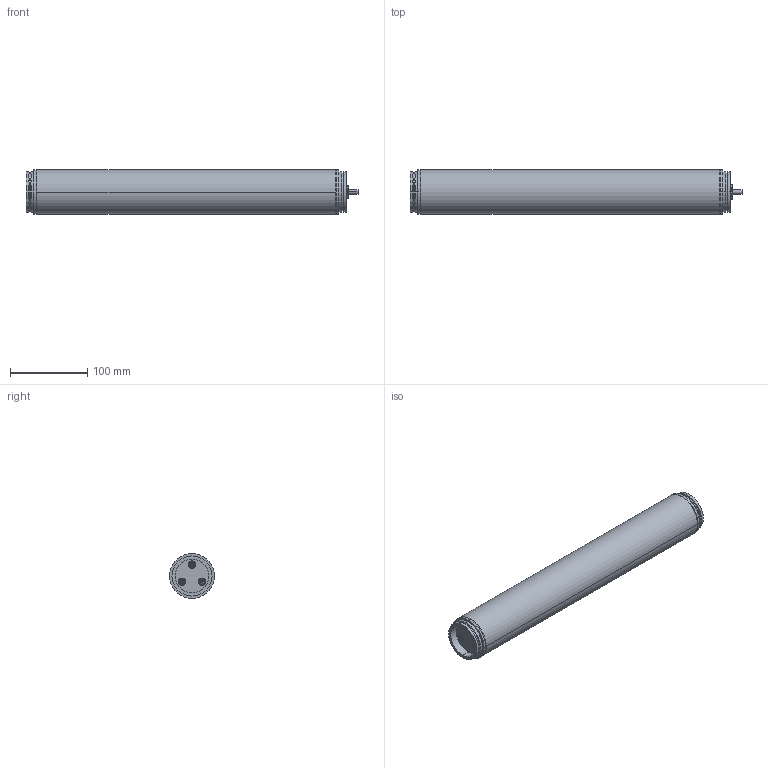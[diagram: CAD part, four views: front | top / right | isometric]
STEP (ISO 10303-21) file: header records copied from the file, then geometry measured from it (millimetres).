
FILE_DESCRIPTION((''),'2;1');
FILE_NAME('NLL3-13CG-DC.stp','2023-11-28T11:34:56',(''),(''),'Mechanical Desktop 2011','Mechanical Desktop 2011',', , ');
FILE_SCHEMA(('CONFIG_CONTROL_DESIGN'));
Length unit declared in the file: millimetre
Products named in the file (1): Product
Bounding box: 430 x 58 x 58 mm (x, y, z)
Volume: 1055832.3 mm3; surface area: 96787.8 mm2
Topology: 11 solids, 11 shells, 360 faces, 844 edges, 502 vertices
Faces by surface type: bspline 164, plane 112, cylinder 53, cone 16, torus 12, sphere 3
Entity records: 11356 total; most frequent: CARTESIAN_POINT 3534, ORIENTED_EDGE 1648, DIRECTION 1522, EDGE_CURVE 824, AXIS2_PLACEMENT_3D 537, VERTEX_POINT 502, VECTOR 448, LINE 448
